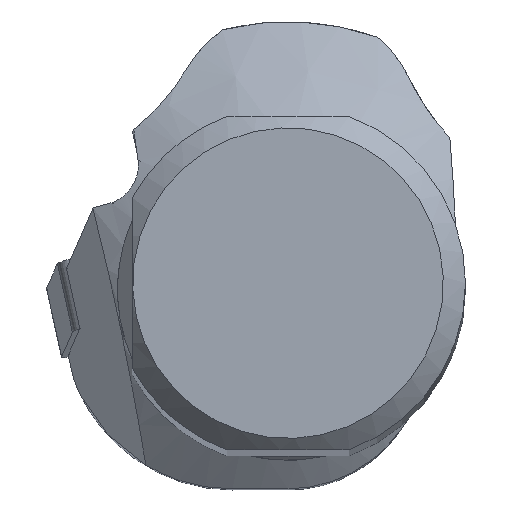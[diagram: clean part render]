
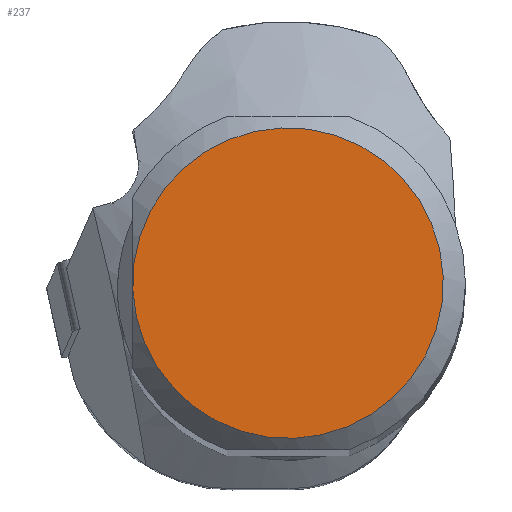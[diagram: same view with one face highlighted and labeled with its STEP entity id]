
A CAD part, top view. The second image highlights one B-rep face of the part: STEP entity #237.
In plain terms, the highlighted planar face has unit normal (0, 0, 1).
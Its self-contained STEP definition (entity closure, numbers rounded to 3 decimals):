
#174=FACE_OUTER_BOUND('',#501,.T.);
#237=ADVANCED_FACE('CU_SU_BP3',(#174),#287,.F.);
#287=PLANE('',#1361);
#501=EDGE_LOOP('',(#699));
#699=ORIENTED_EDGE('',*,*,#1081,.T.);
#954=VERTEX_POINT('',#2103);
#1081=EDGE_CURVE('',#954,#954,#1179,.T.);
#1179=CIRCLE('',#1349,6.992);
#1349=AXIS2_PLACEMENT_3D('',#2102,#1593,#1594);
#1361=AXIS2_PLACEMENT_3D('',#2175,#1623,#1624);
#1593=DIRECTION('',(0.,0.,1.));
#1594=DIRECTION('',(-0.976,-0.216,0.));
#1623=DIRECTION('',(0.,0.,-1.));
#1624=DIRECTION('',(-0.976,-0.216,0.));
#2102=CARTESIAN_POINT('',(0.,0.,
0.));
#2103=CARTESIAN_POINT('',(-6.828,-1.508,0.));
#2175=CARTESIAN_POINT('',(-7.992,0.,0.));
